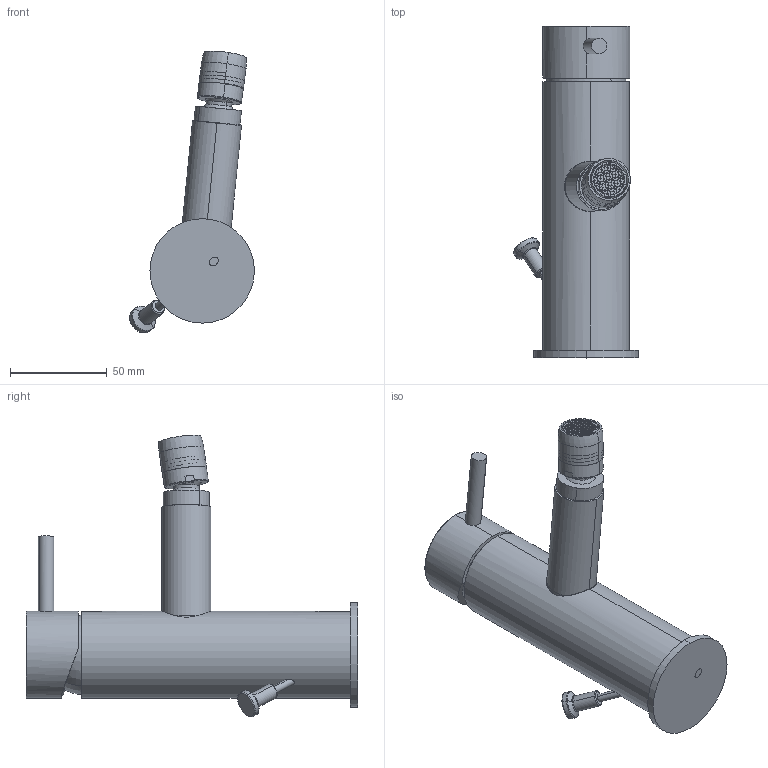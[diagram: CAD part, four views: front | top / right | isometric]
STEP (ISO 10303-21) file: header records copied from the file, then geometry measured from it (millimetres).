
FILE_DESCRIPTION (( 'STEP AP214' ), '1' );
FILE_NAME ('SUSSEX_SCALA_SBIDM_bidet_mixer_shell.STEP', '2021-09-01T23:18:42', ( '' ), ( '' ), 'SwSTEP 2.0', 'SolidWorks 2020', '' );
FILE_SCHEMA (( 'AUTOMOTIVE_DESIGN' ));
Length unit declared in the file: millimetre
Products named in the file (1): SUSSEX_SCALA_SBIDM_bidet_mixer_shell
Bounding box: 64.52 x 171.6 x 145.81 mm (x, y, z)
Volume: 316801 mm3; surface area: 53324.6 mm2
Topology: 9 solids, 9 shells, 512 faces, 1655 edges, 977 vertices
Faces by surface type: cylinder 284, plane 114, bspline 64, cone 28, torus 20, sphere 2
Entity records: 35063 total; most frequent: CARTESIAN_POINT 21150, ORIENTED_EDGE 3310, DIRECTION 2084, EDGE_CURVE 1655, VERTEX_POINT 977, LINE 782, VECTOR 782, AXIS2_PLACEMENT_3D 651
